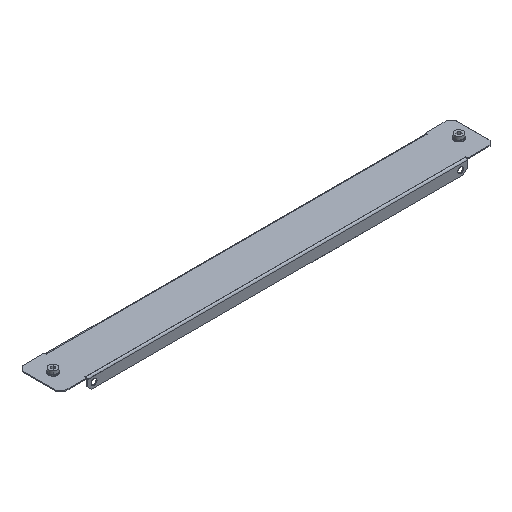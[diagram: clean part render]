
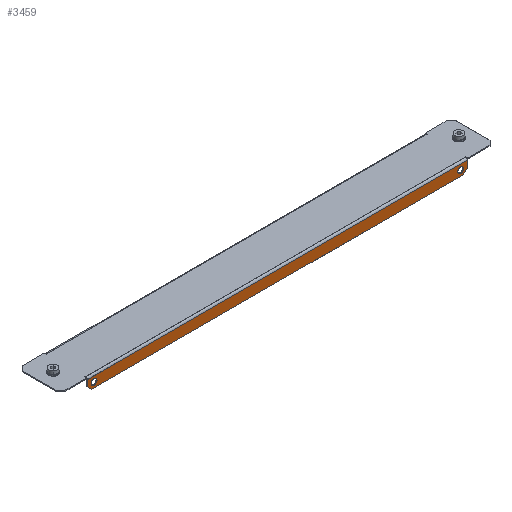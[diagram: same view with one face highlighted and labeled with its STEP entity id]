
A CAD part, isometric view. The second image highlights one B-rep face of the part: STEP entity #3459.
In plain terms, the highlighted planar face has unit normal (0, -1, 0).
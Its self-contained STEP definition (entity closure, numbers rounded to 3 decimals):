
#105 = ORIENTED_EDGE ( 'NONE', *, *, #1683, .T. ) ;
#122 = EDGE_CURVE ( 'NONE', #1095, #1587, #961, .T. ) ;
#199 = CARTESIAN_POINT ( 'NONE',  ( 217.5, -24.5, 0. ) ) ;
#218 = CARTESIAN_POINT ( 'NONE',  ( 209.5, -24.5, -4.75 ) ) ;
#455 = VECTOR ( 'NONE', #1252, 1000. ) ;
#474 = VECTOR ( 'NONE', #1270, 1000. ) ;
#580 = LINE ( 'NONE', #1225, #4316 ) ;
#613 = ORIENTED_EDGE ( 'NONE', *, *, #3452, .T. ) ;
#632 = CARTESIAN_POINT ( 'NONE',  ( 0., -24.5, 0. ) ) ;
#645 = EDGE_LOOP ( 'NONE', ( #2162, #4328 ) ) ;
#658 = VERTEX_POINT ( 'NONE', #2548 ) ;
#685 = VERTEX_POINT ( 'NONE', #2230 ) ;
#718 = EDGE_CURVE ( 'NONE', #1587, #1095, #1194, .T. ) ;
#900 = CARTESIAN_POINT ( 'NONE',  ( 212.5, -24.5, -14. ) ) ;
#941 = CARTESIAN_POINT ( 'NONE',  ( 209.5, -24.5, -8. ) ) ;
#947 = LINE ( 'NONE', #1992, #474 ) ;
#951 = ORIENTED_EDGE ( 'NONE', *, *, #3916, .T. ) ;
#961 = CIRCLE ( 'NONE', #2482, 3.25 ) ;
#966 = AXIS2_PLACEMENT_3D ( 'NONE', #3531, #2576, #3169 ) ;
#976 = FACE_BOUND ( 'NONE', #645, .T. ) ;
#990 = VERTEX_POINT ( 'NONE', #1821 ) ;
#1010 = LINE ( 'NONE', #2386, #4065 ) ;
#1095 = VERTEX_POINT ( 'NONE', #3966 ) ;
#1158 = CARTESIAN_POINT ( 'NONE',  ( 217.5, -24.5, -9. ) ) ;
#1194 = CIRCLE ( 'NONE', #3716, 3.25 ) ;
#1225 = CARTESIAN_POINT ( 'NONE',  ( 0., -24.5, -14. ) ) ;
#1232 = ORIENTED_EDGE ( 'NONE', *, *, #3595, .T. ) ;
#1252 = DIRECTION ( 'NONE',  ( 0., 0., 1. ) ) ;
#1264 = DIRECTION ( 'NONE',  ( 0., -1., 0. ) ) ;
#1270 = DIRECTION ( 'NONE',  ( -1., 0., 0. ) ) ;
#1291 = ORIENTED_EDGE ( 'NONE', *, *, #718, .F. ) ;
#1292 = FACE_OUTER_BOUND ( 'NONE', #2963, .T. ) ;
#1311 = DIRECTION ( 'NONE',  ( 0., -1., 0. ) ) ;
#1328 = DIRECTION ( 'NONE',  ( 0., 0., 1. ) ) ;
#1565 = VECTOR ( 'NONE', #3753, 1000. ) ;
#1587 = VERTEX_POINT ( 'NONE', #218 ) ;
#1588 = DIRECTION ( 'NONE',  ( 0., 0., 1. ) ) ;
#1652 = FACE_BOUND ( 'NONE', #2802, .T. ) ;
#1672 = LINE ( 'NONE', #199, #455 ) ;
#1683 = EDGE_CURVE ( 'NONE', #2013, #990, #1672, .T. ) ;
#1775 = AXIS2_PLACEMENT_3D ( 'NONE', #2812, #4468, #4489 ) ;
#1821 = CARTESIAN_POINT ( 'NONE',  ( 217.5, -24.5, -2. ) ) ;
#1958 = EDGE_CURVE ( 'NONE', #2435, #685, #3710, .T. ) ;
#1986 = DIRECTION ( 'NONE',  ( 1., 0., 0. ) ) ;
#1992 = CARTESIAN_POINT ( 'NONE',  ( 0., -24.5, -2. ) ) ;
#2013 = VERTEX_POINT ( 'NONE', #1158 ) ;
#2034 = DIRECTION ( 'NONE',  ( 0.707, 0., 0.707 ) ) ;
#2101 = LINE ( 'NONE', #3461, #1565 ) ;
#2124 = VERTEX_POINT ( 'NONE', #2642 ) ;
#2162 = ORIENTED_EDGE ( 'NONE', *, *, #1958, .T. ) ;
#2196 = DIRECTION ( 'NONE',  ( 0., -1., 0. ) ) ;
#2201 = CIRCLE ( 'NONE', #1775, 3.25 ) ;
#2220 = CARTESIAN_POINT ( 'NONE',  ( 209.5, -24.5, -8. ) ) ;
#2230 = CARTESIAN_POINT ( 'NONE',  ( -209.5, -24.5, -11.25 ) ) ;
#2324 = PLANE ( 'NONE',  #3941 ) ;
#2386 = CARTESIAN_POINT ( 'NONE',  ( -113.25, -24.5, -113.25 ) ) ;
#2435 = VERTEX_POINT ( 'NONE', #3501 ) ;
#2482 = AXIS2_PLACEMENT_3D ( 'NONE', #2220, #2196, #3870 ) ;
#2510 = VERTEX_POINT ( 'NONE', #2679 ) ;
#2548 = CARTESIAN_POINT ( 'NONE',  ( -212.5, -24.5, -14. ) ) ;
#2576 = DIRECTION ( 'NONE',  ( 0., 1., 0. ) ) ;
#2634 = EDGE_CURVE ( 'NONE', #2510, #658, #1010, .T. ) ;
#2636 = DIRECTION ( 'NONE',  ( 0.707, 0., -0.707 ) ) ;
#2642 = CARTESIAN_POINT ( 'NONE',  ( -217.5, -24.5, -2. ) ) ;
#2672 = ORIENTED_EDGE ( 'NONE', *, *, #2634, .T. ) ;
#2679 = CARTESIAN_POINT ( 'NONE',  ( -217.5, -24.5, -9. ) ) ;
#2802 = EDGE_LOOP ( 'NONE', ( #1291, #2890 ) ) ;
#2812 = CARTESIAN_POINT ( 'NONE',  ( -209.5, -24.5, -8. ) ) ;
#2890 = ORIENTED_EDGE ( 'NONE', *, *, #122, .F. ) ;
#2963 = EDGE_LOOP ( 'NONE', ( #951, #1232, #105, #613, #3365, #2672 ) ) ;
#3125 = EDGE_CURVE ( 'NONE', #685, #2435, #2201, .T. ) ;
#3143 = LINE ( 'NONE', #4139, #3439 ) ;
#3169 = DIRECTION ( 'NONE',  ( 0., 0., 1. ) ) ;
#3365 = ORIENTED_EDGE ( 'NONE', *, *, #3561, .T. ) ;
#3439 = VECTOR ( 'NONE', #2034, 1000. ) ;
#3452 = EDGE_CURVE ( 'NONE', #990, #2124, #947, .T. ) ;
#3459 = ADVANCED_FACE ( 'NONE', ( #1652, #976, #1292 ), #2324, .T. ) ;
#3461 = CARTESIAN_POINT ( 'NONE',  ( -217.5, -24.5, 0. ) ) ;
#3501 = CARTESIAN_POINT ( 'NONE',  ( -209.5, -24.5, -4.75 ) ) ;
#3531 = CARTESIAN_POINT ( 'NONE',  ( -209.5, -24.5, -8. ) ) ;
#3561 = EDGE_CURVE ( 'NONE', #2124, #2510, #2101, .T. ) ;
#3595 = EDGE_CURVE ( 'NONE', #3933, #2013, #3143, .T. ) ;
#3710 = CIRCLE ( 'NONE', #966, 3.25 ) ;
#3716 = AXIS2_PLACEMENT_3D ( 'NONE', #941, #1264, #1328 ) ;
#3753 = DIRECTION ( 'NONE',  ( 0., 0., -1. ) ) ;
#3870 = DIRECTION ( 'NONE',  ( 0., 0., 1. ) ) ;
#3916 = EDGE_CURVE ( 'NONE', #658, #3933, #580, .T. ) ;
#3933 = VERTEX_POINT ( 'NONE', #900 ) ;
#3941 = AXIS2_PLACEMENT_3D ( 'NONE', #632, #1311, #1588 ) ;
#3966 = CARTESIAN_POINT ( 'NONE',  ( 209.5, -24.5, -11.25 ) ) ;
#4065 = VECTOR ( 'NONE', #2636, 1000. ) ;
#4139 = CARTESIAN_POINT ( 'NONE',  ( 113.25, -24.5, -113.25 ) ) ;
#4316 = VECTOR ( 'NONE', #1986, 1000. ) ;
#4328 = ORIENTED_EDGE ( 'NONE', *, *, #3125, .T. ) ;
#4468 = DIRECTION ( 'NONE',  ( 0., 1., 0. ) ) ;
#4489 = DIRECTION ( 'NONE',  ( 0., 0., 1. ) ) ;
